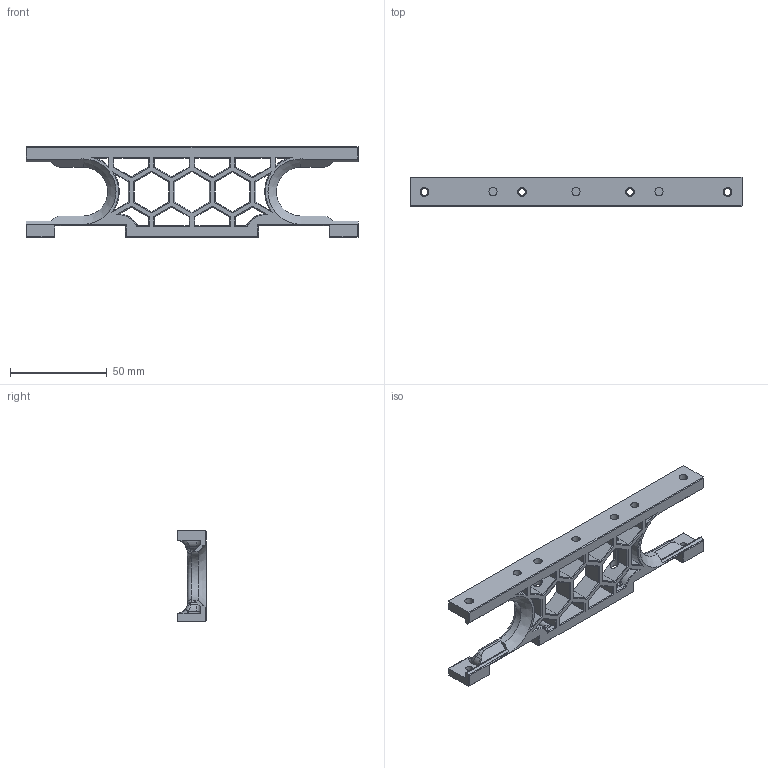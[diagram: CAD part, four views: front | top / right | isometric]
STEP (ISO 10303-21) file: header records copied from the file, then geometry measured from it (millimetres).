
FILE_DESCRIPTION (( 'STEP AP214' ), '1' );
FILE_NAME ('new_front_skirt.STEP', '2021-08-23T04:12:38', ( '' ), ( '' ), 'SwSTEP 2.0', 'SolidWorks 2021', '' );
FILE_SCHEMA (( 'AUTOMOTIVE_DESIGN' ));
Length unit declared in the file: millimetre
Products named in the file (1): new_front_skirt
Bounding box: 171.95 x 15 x 47 mm (x, y, z)
Volume: 37708.1 mm3; surface area: 22257.9 mm2
Topology: 1 solids, 1 shells, 377 faces, 1008 edges, 616 vertices
Faces by surface type: plane 241, cylinder 72, bspline 34, torus 16, cone 14
Entity records: 12972 total; most frequent: CARTESIAN_POINT 3902, ORIENTED_EDGE 2000, DIRECTION 1708, EDGE_CURVE 1000, VECTOR 672, LINE 672, VERTEX_POINT 616, AXIS2_PLACEMENT_3D 518
